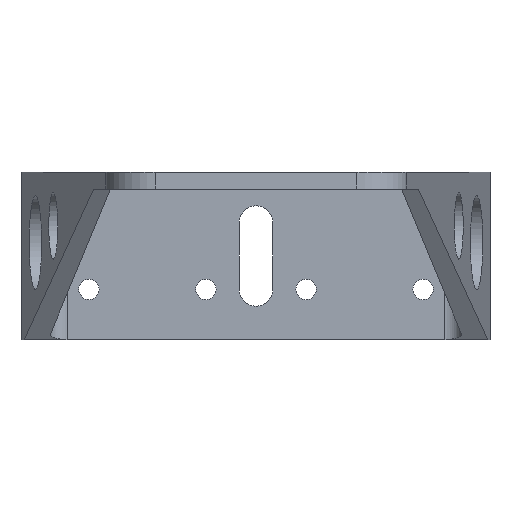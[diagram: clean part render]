
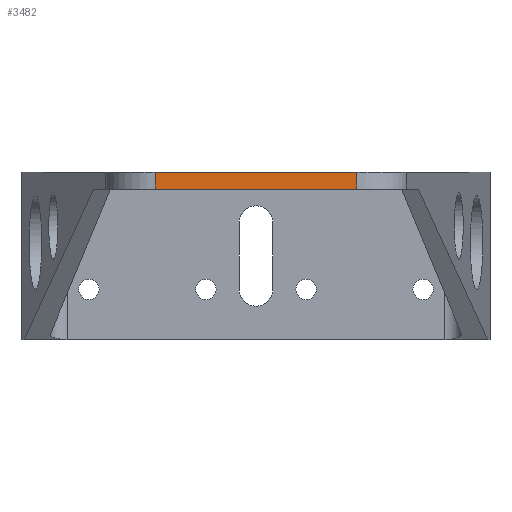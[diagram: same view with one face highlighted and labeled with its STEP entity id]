
A CAD part, front view. The second image highlights one B-rep face of the part: STEP entity #3482.
In plain terms, the highlighted planar face has unit normal (0, -1, 0).
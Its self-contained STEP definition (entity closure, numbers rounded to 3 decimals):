
#32 = PLANE('',#33);
#33 = AXIS2_PLACEMENT_3D('',#34,#35,#36);
#34 = CARTESIAN_POINT('',(-70.,-300.,55.));
#35 = DIRECTION('',(0.,0.,1.));
#36 = DIRECTION('',(0.,1.,0.));
#85 = VERTEX_POINT('',#86);
#86 = CARTESIAN_POINT('',(-30.132,-300.,55.));
#101 = CYLINDRICAL_SURFACE('',#102,15.);
#102 = AXIS2_PLACEMENT_3D('',#103,#104,#105);
#103 = CARTESIAN_POINT('',(-30.132,-285.,55.));
#104 = DIRECTION('',(0.,0.,1.));
#105 = DIRECTION('',(0.,-1.,0.));
#113 = EDGE_CURVE('',#85,#114,#116,.T.);
#114 = VERTEX_POINT('',#115);
#115 = CARTESIAN_POINT('',(30.132,-300.,55.));
#116 = SURFACE_CURVE('',#117,(#121,#128),.PCURVE_S1.);
#117 = LINE('',#118,#119);
#118 = CARTESIAN_POINT('',(-70.,-300.,55.));
#119 = VECTOR('',#120,1.);
#120 = DIRECTION('',(1.,0.,0.));
#121 = PCURVE('',#32,#122);
#122 = DEFINITIONAL_REPRESENTATION('',(#123),#127);
#123 = LINE('',#124,#125);
#124 = CARTESIAN_POINT('',(0.,0.));
#125 = VECTOR('',#126,1.);
#126 = DIRECTION('',(0.,-1.));
#127 = ( GEOMETRIC_REPRESENTATION_CONTEXT(2) 
PARAMETRIC_REPRESENTATION_CONTEXT() REPRESENTATION_CONTEXT('2D SPACE',''
  ) );
#128 = PCURVE('',#129,#134);
#129 = PLANE('',#130);
#130 = AXIS2_PLACEMENT_3D('',#131,#132,#133);
#131 = CARTESIAN_POINT('',(-70.,-300.,50.));
#132 = DIRECTION('',(0.,-1.,0.));
#133 = DIRECTION('',(0.,0.,1.));
#134 = DEFINITIONAL_REPRESENTATION('',(#135),#139);
#135 = LINE('',#136,#137);
#136 = CARTESIAN_POINT('',(5.,0.));
#137 = VECTOR('',#138,1.);
#138 = DIRECTION('',(0.,-1.));
#139 = ( GEOMETRIC_REPRESENTATION_CONTEXT(2) 
PARAMETRIC_REPRESENTATION_CONTEXT() REPRESENTATION_CONTEXT('2D SPACE',''
  ) );
#158 = CYLINDRICAL_SURFACE('',#159,15.);
#159 = AXIS2_PLACEMENT_3D('',#160,#161,#162);
#160 = CARTESIAN_POINT('',(30.132,-285.,55.));
#161 = DIRECTION('',(0.,0.,1.));
#162 = DIRECTION('',(0.,-1.,0.));
#3029 = PLANE('',#3030);
#3030 = AXIS2_PLACEMENT_3D('',#3031,#3032,#3033);
#3031 = CARTESIAN_POINT('',(-70.,-260.,50.));
#3032 = DIRECTION('',(0.,0.,-1.));
#3033 = DIRECTION('',(0.,-1.,0.));
#3381 = VERTEX_POINT('',#3382);
#3382 = CARTESIAN_POINT('',(-30.132,-300.,50.));
#3408 = EDGE_CURVE('',#85,#3381,#3409,.T.);
#3409 = SURFACE_CURVE('',#3410,(#3414,#3421),.PCURVE_S1.);
#3410 = LINE('',#3411,#3412);
#3411 = CARTESIAN_POINT('',(-30.132,-300.,55.));
#3412 = VECTOR('',#3413,1.);
#3413 = DIRECTION('',(0.,0.,-1.));
#3414 = PCURVE('',#101,#3415);
#3415 = DEFINITIONAL_REPRESENTATION('',(#3416),#3420);
#3416 = LINE('',#3417,#3418);
#3417 = CARTESIAN_POINT('',(6.283,0.));
#3418 = VECTOR('',#3419,1.);
#3419 = DIRECTION('',(0.,-1.));
#3420 = ( GEOMETRIC_REPRESENTATION_CONTEXT(2) 
PARAMETRIC_REPRESENTATION_CONTEXT() REPRESENTATION_CONTEXT('2D SPACE',''
  ) );
#3421 = PCURVE('',#129,#3422);
#3422 = DEFINITIONAL_REPRESENTATION('',(#3423),#3427);
#3423 = LINE('',#3424,#3425);
#3424 = CARTESIAN_POINT('',(5.,-39.868));
#3425 = VECTOR('',#3426,1.);
#3426 = DIRECTION('',(-1.,0.));
#3427 = ( GEOMETRIC_REPRESENTATION_CONTEXT(2) 
PARAMETRIC_REPRESENTATION_CONTEXT() REPRESENTATION_CONTEXT('2D SPACE',''
  ) );
#3433 = EDGE_CURVE('',#114,#3434,#3436,.T.);
#3434 = VERTEX_POINT('',#3435);
#3435 = CARTESIAN_POINT('',(30.132,-300.,50.));
#3436 = SURFACE_CURVE('',#3437,(#3441,#3448),.PCURVE_S1.);
#3437 = LINE('',#3438,#3439);
#3438 = CARTESIAN_POINT('',(30.132,-300.,55.));
#3439 = VECTOR('',#3440,1.);
#3440 = DIRECTION('',(0.,0.,-1.));
#3441 = PCURVE('',#158,#3442);
#3442 = DEFINITIONAL_REPRESENTATION('',(#3443),#3447);
#3443 = LINE('',#3444,#3445);
#3444 = CARTESIAN_POINT('',(0.,0.));
#3445 = VECTOR('',#3446,1.);
#3446 = DIRECTION('',(0.,-1.));
#3447 = ( GEOMETRIC_REPRESENTATION_CONTEXT(2) 
PARAMETRIC_REPRESENTATION_CONTEXT() REPRESENTATION_CONTEXT('2D SPACE',''
  ) );
#3448 = PCURVE('',#129,#3449);
#3449 = DEFINITIONAL_REPRESENTATION('',(#3450),#3454);
#3450 = LINE('',#3451,#3452);
#3451 = CARTESIAN_POINT('',(5.,-100.132));
#3452 = VECTOR('',#3453,1.);
#3453 = DIRECTION('',(-1.,0.));
#3454 = ( GEOMETRIC_REPRESENTATION_CONTEXT(2) 
PARAMETRIC_REPRESENTATION_CONTEXT() REPRESENTATION_CONTEXT('2D SPACE',''
  ) );
#3482 = ADVANCED_FACE('',(#3483),#129,.T.);
#3483 = FACE_BOUND('',#3484,.T.);
#3484 = EDGE_LOOP('',(#3485,#3486,#3507,#3508));
#3485 = ORIENTED_EDGE('',*,*,#3408,.T.);
#3486 = ORIENTED_EDGE('',*,*,#3487,.T.);
#3487 = EDGE_CURVE('',#3381,#3434,#3488,.T.);
#3488 = SURFACE_CURVE('',#3489,(#3493,#3500),.PCURVE_S1.);
#3489 = LINE('',#3490,#3491);
#3490 = CARTESIAN_POINT('',(-70.,-300.,50.));
#3491 = VECTOR('',#3492,1.);
#3492 = DIRECTION('',(1.,0.,0.));
#3493 = PCURVE('',#129,#3494);
#3494 = DEFINITIONAL_REPRESENTATION('',(#3495),#3499);
#3495 = LINE('',#3496,#3497);
#3496 = CARTESIAN_POINT('',(0.,0.));
#3497 = VECTOR('',#3498,1.);
#3498 = DIRECTION('',(0.,-1.));
#3499 = ( GEOMETRIC_REPRESENTATION_CONTEXT(2) 
PARAMETRIC_REPRESENTATION_CONTEXT() REPRESENTATION_CONTEXT('2D SPACE',''
  ) );
#3500 = PCURVE('',#3029,#3501);
#3501 = DEFINITIONAL_REPRESENTATION('',(#3502),#3506);
#3502 = LINE('',#3503,#3504);
#3503 = CARTESIAN_POINT('',(40.,0.));
#3504 = VECTOR('',#3505,1.);
#3505 = DIRECTION('',(0.,-1.));
#3506 = ( GEOMETRIC_REPRESENTATION_CONTEXT(2) 
PARAMETRIC_REPRESENTATION_CONTEXT() REPRESENTATION_CONTEXT('2D SPACE',''
  ) );
#3507 = ORIENTED_EDGE('',*,*,#3433,.F.);
#3508 = ORIENTED_EDGE('',*,*,#113,.F.);
